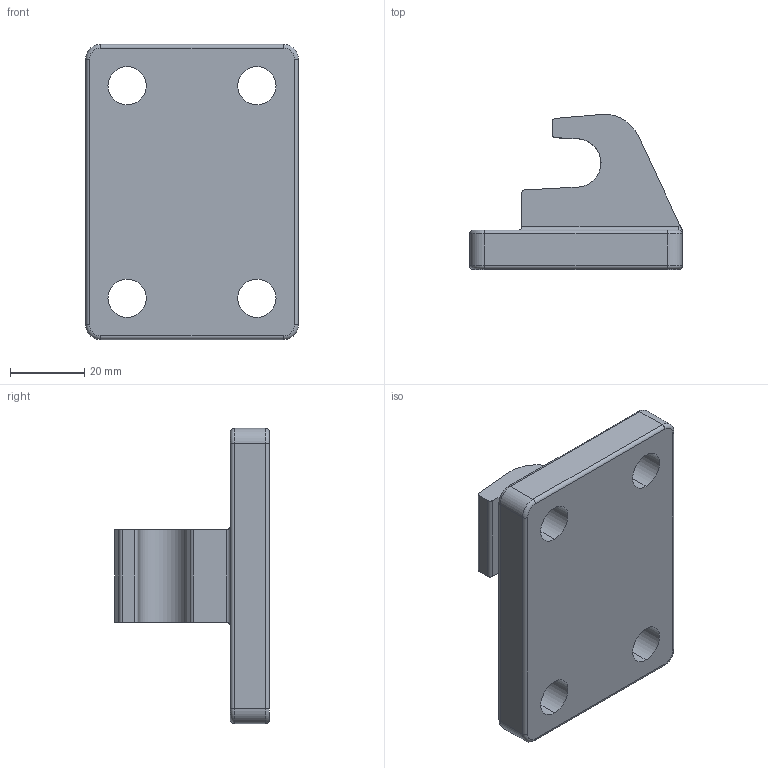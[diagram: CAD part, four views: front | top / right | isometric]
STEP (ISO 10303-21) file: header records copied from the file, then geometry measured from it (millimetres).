
FILE_DESCRIPTION (( 'STEP AP203' ), '1' );
FILE_NAME ('HS-40370-LP.STEP', '2019-08-22T11:14:31', ( '微软用户' ), ( '微软中国' ), 'SwSTEP 2.0', 'SolidWorks 2012', '' );
FILE_SCHEMA (( 'CONFIG_CONTROL_DESIGN' ));
Length unit declared in the file: millimetre
Products named in the file (1): HS-40370-LP
Bounding box: 57.2 x 41.66 x 79.4 mm (x, y, z)
Volume: 62880.7 mm3; surface area: 15632.2 mm2
Topology: 1 solids, 1 shells, 66 faces, 160 edges, 100 vertices
Faces by surface type: cylinder 38, plane 18, torus 10
Entity records: 2051 total; most frequent: DIRECTION 366, CARTESIAN_POINT 359, ORIENTED_EDGE 320, EDGE_CURVE 160, AXIS2_PLACEMENT_3D 147, VERTEX_POINT 100, CIRCLE 80, EDGE_LOOP 78
